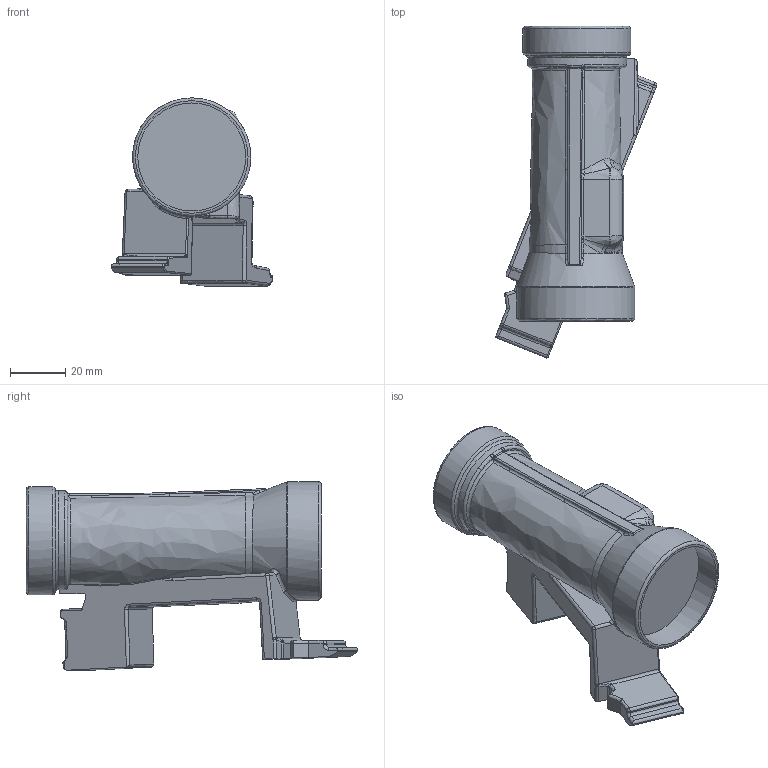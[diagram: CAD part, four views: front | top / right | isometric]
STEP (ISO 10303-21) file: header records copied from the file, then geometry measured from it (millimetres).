
FILE_DESCRIPTION(('STEP AP214'),'1');
FILE_NAME('22jm.stp','2019-05-31T08:09:55',(' '),(' '),'Spatial InterOp 3D',' ',' ');
FILE_SCHEMA(('automotive_design'));
Length unit declared in the file: millimetre
Products named in the file (1): 1
Bounding box: 58.27 x 119.68 x 67.92 mm (x, y, z)
Volume: 122712.8 mm3; surface area: 25286.3 mm2
Topology: 1 solids, 1 shells, 291 faces, 708 edges, 404 vertices
Faces by surface type: bspline 291
Entity records: 21797 total; most frequent: CARTESIAN_POINT 16427, ORIENTED_EDGE 1360, DIRECTION 796, EDGE_CURVE 680, VERTEX_POINT 400, AXIS2_PLACEMENT_3D 308, EDGE_LOOP 302, FACE_OUTER_BOUND 300
